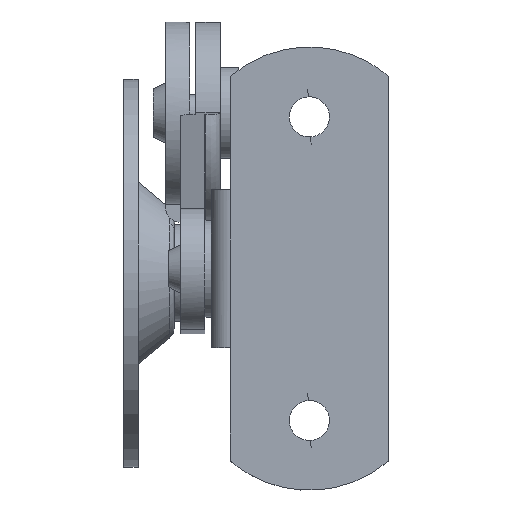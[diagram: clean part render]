
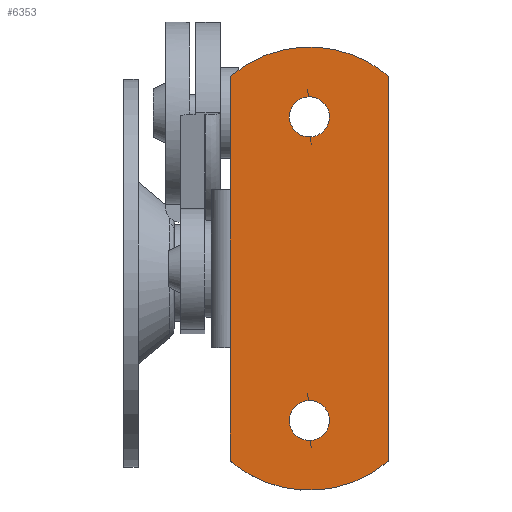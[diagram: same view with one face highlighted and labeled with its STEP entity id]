
A CAD part, top view. The second image highlights one B-rep face of the part: STEP entity #6353.
In plain terms, the highlighted free-form (B-spline) face has degree [1, 1] with [2, 2] control points.
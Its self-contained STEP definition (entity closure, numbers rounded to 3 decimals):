
#5238=CARTESIAN_POINT('',(15.401,-2.147,107.6));
#5239=VERTEX_POINT('',#5238);
#5245=CARTESIAN_POINT('',(16.95,-0.5,107.6));
#5246=VERTEX_POINT('',#5245);
#5247=CARTESIAN_POINT('',(16.95,-0.5,107.6));
#5248=CARTESIAN_POINT('',(16.95,-2.052,107.6));
#5249=CARTESIAN_POINT('',(15.401,-2.147,107.6));
#5257=(BOUNDED_CURVE()B_SPLINE_CURVE(2,(#5247,#5248,#5249),.UNSPECIFIED.,.F.,.U.)B_SPLINE_CURVE_WITH_KNOTS((3,3),(0.5,0.739),.UNSPECIFIED.)CURVE()GEOMETRIC_REPRESENTATION_ITEM()RATIONAL_B_SPLINE_CURVE((1.0,0.72,0.976))REPRESENTATION_ITEM(''));
#5258=EDGE_CURVE('',#5246,#5239,#5257,.T.);
#5260=CARTESIAN_POINT('',(15.199,1.147,107.6));
#5261=VERTEX_POINT('',#5260);
#5262=CARTESIAN_POINT('',(15.199,1.147,107.6));
#5263=CARTESIAN_POINT('',(15.25,1.15,107.6));
#5264=CARTESIAN_POINT('',(15.3,1.15,107.6));
#5265=CARTESIAN_POINT('',(16.95,1.15,107.6));
#5266=CARTESIAN_POINT('',(16.95,-0.5,107.6));
#5274=(BOUNDED_CURVE()B_SPLINE_CURVE(2,(#5262,#5263,#5264,#5265,#5266),.UNSPECIFIED.,.F.,.U.)B_SPLINE_CURVE_WITH_KNOTS((3,2,3),(0.239,0.25,0.5),.UNSPECIFIED.)CURVE()GEOMETRIC_REPRESENTATION_ITEM()RATIONAL_B_SPLINE_CURVE((0.976,0.988,1.0,0.707,1.0))REPRESENTATION_ITEM(''));
#5275=EDGE_CURVE('',#5261,#5246,#5274,.T.);
#5305=CARTESIAN_POINT('',(13.65,-0.5,107.6));
#5306=VERTEX_POINT('',#5305);
#5307=CARTESIAN_POINT('',(13.65,-0.5,107.6));
#5308=CARTESIAN_POINT('',(13.65,1.052,107.6));
#5309=CARTESIAN_POINT('',(15.199,1.147,107.6));
#5317=(BOUNDED_CURVE()B_SPLINE_CURVE(2,(#5307,#5308,#5309),.UNSPECIFIED.,.F.,.U.)B_SPLINE_CURVE_WITH_KNOTS((3,3),(0.0,0.239),.UNSPECIFIED.)CURVE()GEOMETRIC_REPRESENTATION_ITEM()RATIONAL_B_SPLINE_CURVE((1.0,0.72,0.976))REPRESENTATION_ITEM(''));
#5318=EDGE_CURVE('',#5306,#5261,#5317,.T.);
#5320=CARTESIAN_POINT('',(15.401,-2.147,107.6));
#5321=CARTESIAN_POINT('',(15.35,-2.15,107.6));
#5322=CARTESIAN_POINT('',(15.3,-2.15,107.6));
#5323=CARTESIAN_POINT('',(13.65,-2.15,107.6));
#5324=CARTESIAN_POINT('',(13.65,-0.5,107.6));
#5332=(BOUNDED_CURVE()B_SPLINE_CURVE(2,(#5320,#5321,#5322,#5323,#5324),.UNSPECIFIED.,.F.,.U.)B_SPLINE_CURVE_WITH_KNOTS((3,2,3),(0.739,0.75,1.0),.UNSPECIFIED.)CURVE()GEOMETRIC_REPRESENTATION_ITEM()RATIONAL_B_SPLINE_CURVE((0.976,0.988,1.0,0.707,1.0))REPRESENTATION_ITEM(''));
#5333=EDGE_CURVE('',#5239,#5306,#5332,.T.);
#5542=CARTESIAN_POINT('',(15.401,-27.147,107.6));
#5543=VERTEX_POINT('',#5542);
#5549=CARTESIAN_POINT('',(16.95,-25.5,107.6));
#5550=VERTEX_POINT('',#5549);
#5551=CARTESIAN_POINT('',(16.95,-25.5,107.6));
#5552=CARTESIAN_POINT('',(16.95,-27.052,107.6));
#5553=CARTESIAN_POINT('',(15.401,-27.147,107.6));
#5561=(BOUNDED_CURVE()B_SPLINE_CURVE(2,(#5551,#5552,#5553),.UNSPECIFIED.,.F.,.U.)B_SPLINE_CURVE_WITH_KNOTS((3,3),(0.5,0.739),.UNSPECIFIED.)CURVE()GEOMETRIC_REPRESENTATION_ITEM()RATIONAL_B_SPLINE_CURVE((1.0,0.72,0.976))REPRESENTATION_ITEM(''));
#5562=EDGE_CURVE('',#5550,#5543,#5561,.T.);
#5564=CARTESIAN_POINT('',(15.199,-23.853,107.6));
#5565=VERTEX_POINT('',#5564);
#5566=CARTESIAN_POINT('',(15.199,-23.853,107.6));
#5567=CARTESIAN_POINT('',(15.25,-23.85,107.6));
#5568=CARTESIAN_POINT('',(15.3,-23.85,107.6));
#5569=CARTESIAN_POINT('',(16.95,-23.85,107.6));
#5570=CARTESIAN_POINT('',(16.95,-25.5,107.6));
#5578=(BOUNDED_CURVE()B_SPLINE_CURVE(2,(#5566,#5567,#5568,#5569,#5570),.UNSPECIFIED.,.F.,.U.)B_SPLINE_CURVE_WITH_KNOTS((3,2,3),(0.239,0.25,0.5),.UNSPECIFIED.)CURVE()GEOMETRIC_REPRESENTATION_ITEM()RATIONAL_B_SPLINE_CURVE((0.976,0.988,1.0,0.707,1.0))REPRESENTATION_ITEM(''));
#5579=EDGE_CURVE('',#5565,#5550,#5578,.T.);
#5609=CARTESIAN_POINT('',(13.65,-25.5,107.6));
#5610=VERTEX_POINT('',#5609);
#5611=CARTESIAN_POINT('',(13.65,-25.5,107.6));
#5612=CARTESIAN_POINT('',(13.65,-23.948,107.6));
#5613=CARTESIAN_POINT('',(15.199,-23.853,107.6));
#5621=(BOUNDED_CURVE()B_SPLINE_CURVE(2,(#5611,#5612,#5613),.UNSPECIFIED.,.F.,.U.)B_SPLINE_CURVE_WITH_KNOTS((3,3),(0.0,0.239),.UNSPECIFIED.)CURVE()GEOMETRIC_REPRESENTATION_ITEM()RATIONAL_B_SPLINE_CURVE((1.0,0.72,0.976))REPRESENTATION_ITEM(''));
#5622=EDGE_CURVE('',#5610,#5565,#5621,.T.);
#5624=CARTESIAN_POINT('',(15.401,-27.147,107.6));
#5625=CARTESIAN_POINT('',(15.35,-27.15,107.6));
#5626=CARTESIAN_POINT('',(15.3,-27.15,107.6));
#5627=CARTESIAN_POINT('',(13.65,-27.15,107.6));
#5628=CARTESIAN_POINT('',(13.65,-25.5,107.6));
#5636=(BOUNDED_CURVE()B_SPLINE_CURVE(2,(#5624,#5625,#5626,#5627,#5628),.UNSPECIFIED.,.F.,.U.)B_SPLINE_CURVE_WITH_KNOTS((3,2,3),(0.739,0.75,1.0),.UNSPECIFIED.)CURVE()GEOMETRIC_REPRESENTATION_ITEM()RATIONAL_B_SPLINE_CURVE((0.976,0.988,1.0,0.707,1.0))REPRESENTATION_ITEM(''));
#5637=EDGE_CURVE('',#5543,#5610,#5636,.T.);
#5982=CARTESIAN_POINT('',(8.8,-6.5,107.6));
#5983=VERTEX_POINT('',#5982);
#6002=CARTESIAN_POINT('',(8.8,-19.5,107.6));
#6003=VERTEX_POINT('',#6002);
#6015=CARTESIAN_POINT('',(8.8,-6.5,107.6));
#6016=CARTESIAN_POINT('',(8.8,-19.5,107.6));
#6017=QUASI_UNIFORM_CURVE('',1,(#6015,#6016),.UNSPECIFIED.,.F.,.U.);
#6018=EDGE_CURVE('',#5983,#6003,#6017,.T.);
#6196=CARTESIAN_POINT('',(21.8,2.849,107.6));
#6197=VERTEX_POINT('',#6196);
#6203=CARTESIAN_POINT('',(21.8,-28.849,107.6));
#6204=VERTEX_POINT('',#6203);
#6205=CARTESIAN_POINT('',(21.8,2.849,107.6));
#6206=CARTESIAN_POINT('',(21.8,-28.849,107.6));
#6207=QUASI_UNIFORM_CURVE('',1,(#6205,#6206),.UNSPECIFIED.,.F.,.U.);
#6208=EDGE_CURVE('',#6197,#6204,#6207,.T.);
#6233=CARTESIAN_POINT('',(8.8,2.849,107.6));
#6234=VERTEX_POINT('',#6233);
#6240=CARTESIAN_POINT('',(8.8,2.849,107.6));
#6241=CARTESIAN_POINT('',(15.3,8.409,107.6));
#6242=CARTESIAN_POINT('',(21.8,2.849,107.6));
#6250=(BOUNDED_CURVE()B_SPLINE_CURVE(2,(#6240,#6241,#6242),.UNSPECIFIED.,.F.,.U.)CURVE()GEOMETRIC_REPRESENTATION_ITEM()QUASI_UNIFORM_CURVE()RATIONAL_B_SPLINE_CURVE((1.0,0.76,1.0))REPRESENTATION_ITEM(''));
#6251=EDGE_CURVE('',#6234,#6197,#6250,.T.);
#6273=CARTESIAN_POINT('',(8.8,-28.849,107.6));
#6274=VERTEX_POINT('',#6273);
#6275=CARTESIAN_POINT('',(21.8,-28.849,107.6));
#6276=CARTESIAN_POINT('',(15.3,-34.409,107.6));
#6277=CARTESIAN_POINT('',(8.8,-28.849,107.6));
#6285=(BOUNDED_CURVE()B_SPLINE_CURVE(2,(#6275,#6276,#6277),.UNSPECIFIED.,.F.,.U.)CURVE()GEOMETRIC_REPRESENTATION_ITEM()QUASI_UNIFORM_CURVE()RATIONAL_B_SPLINE_CURVE((1.0,0.76,1.0))REPRESENTATION_ITEM(''));
#6286=EDGE_CURVE('',#6204,#6274,#6285,.T.);
#6301=CARTESIAN_POINT('',(8.8,-28.849,107.6));
#6302=CARTESIAN_POINT('',(8.8,-19.5,107.6));
#6303=QUASI_UNIFORM_CURVE('',1,(#6301,#6302),.UNSPECIFIED.,.F.,.U.);
#6304=EDGE_CURVE('',#6274,#6003,#6303,.T.);
#6319=CARTESIAN_POINT('',(8.8,-6.5,107.6));
#6320=CARTESIAN_POINT('',(8.8,2.849,107.6));
#6321=QUASI_UNIFORM_CURVE('',1,(#6319,#6320),.UNSPECIFIED.,.F.,.U.);
#6322=EDGE_CURVE('',#5983,#6234,#6321,.T.);
#6328=CARTESIAN_POINT('',(8.151,-33.073,107.6));
#6329=CARTESIAN_POINT('',(22.449,-33.073,107.6));
#6330=CARTESIAN_POINT('',(8.151,7.073,107.6));
#6331=CARTESIAN_POINT('',(22.449,7.073,107.6));
#6332=B_SPLINE_SURFACE_WITH_KNOTS('',1,1,((#6328,#6330),(#6329,#6331)),.UNSPECIFIED.,.F.,.F.,.U.,(2,2),(2,2),(0.0,14.299),(0.0,40.146),.UNSPECIFIED.);
#6333=ORIENTED_EDGE('',*,*,#6322,.F.);
#6334=ORIENTED_EDGE('',*,*,#6018,.T.);
#6335=ORIENTED_EDGE('',*,*,#6304,.F.);
#6336=ORIENTED_EDGE('',*,*,#6286,.F.);
#6337=ORIENTED_EDGE('',*,*,#6208,.F.);
#6338=ORIENTED_EDGE('',*,*,#6251,.F.);
#6339=EDGE_LOOP('',(#6333,#6334,#6335,#6336,#6337,#6338));
#6340=FACE_OUTER_BOUND('',#6339,.T.);
#6341=ORIENTED_EDGE('',*,*,#5562,.T.);
#6342=ORIENTED_EDGE('',*,*,#5637,.T.);
#6343=ORIENTED_EDGE('',*,*,#5622,.T.);
#6344=ORIENTED_EDGE('',*,*,#5579,.T.);
#6345=EDGE_LOOP('',(#6341,#6342,#6343,#6344));
#6346=FACE_BOUND('',#6345,.T.);
#6347=ORIENTED_EDGE('',*,*,#5258,.T.);
#6348=ORIENTED_EDGE('',*,*,#5333,.T.);
#6349=ORIENTED_EDGE('',*,*,#5318,.T.);
#6350=ORIENTED_EDGE('',*,*,#5275,.T.);
#6351=EDGE_LOOP('',(#6347,#6348,#6349,#6350));
#6352=FACE_BOUND('',#6351,.T.);
#6353=ADVANCED_FACE('',(#6340,#6346,#6352),#6332,.T.);
